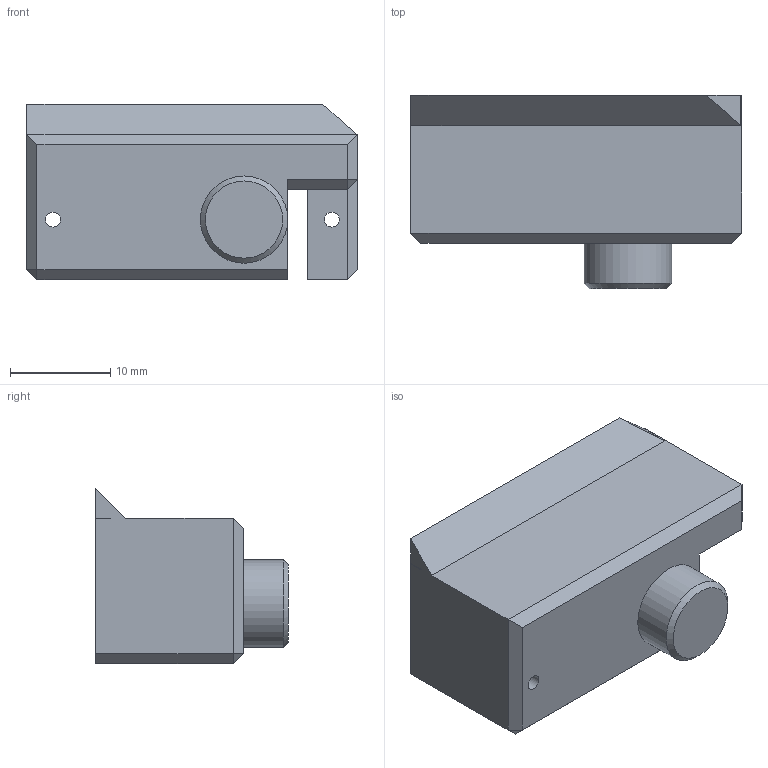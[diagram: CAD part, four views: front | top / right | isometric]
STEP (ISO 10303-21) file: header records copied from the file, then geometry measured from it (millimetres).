
FILE_DESCRIPTION(/* description */ ('STEP AP242','CAx-IF Rec.Pracs.---Representation and Presentation of Product Manufacturing Information (PMI)---4.0---2014-10-13','CAx-IF Rec.Pracs.---3D Tessellated Geometry---0.4---2014-09-14','2;1'),/* implementation_level */ '2;1');
FILE_NAME(/* name */ '6631540d710c892aec35b85c',/* time_stamp */ '2024-04-30T20:26:53Z',/* author */ (''),/* organization */ (''),/* preprocessor_version */ 'ST-DEVELOPER v20',/* originating_system */ ' ',/* authorisation */ ' ');
FILE_SCHEMA (('AP242_MANAGED_MODEL_BASED_3D_ENGINEERING_MIM_LF { 1 0 10303 442 1 1 4 }'));
Length unit declared in the file: metre
Products named in the file (1): CapLeft
Bounding box: 33.08 x 19.24 x 17.5 mm (x, y, z)
Volume: 3216.8 mm3; surface area: 2758.5 mm2
Topology: 1 solids, 1 shells, 36 faces, 92 edges, 58 vertices
Faces by surface type: plane 32, cylinder 3, cone 1
Full cylindrical faces by diameter (mm): 1.5 x2, 8.7 x1
Entity records: 1046 total; most frequent: CARTESIAN_POINT 177, ORIENTED_EDGE 170, DIRECTION 166, EDGE_CURVE 85, LINE 78, VECTOR 78, VERTEX_POINT 55, EDGE_LOOP 44
